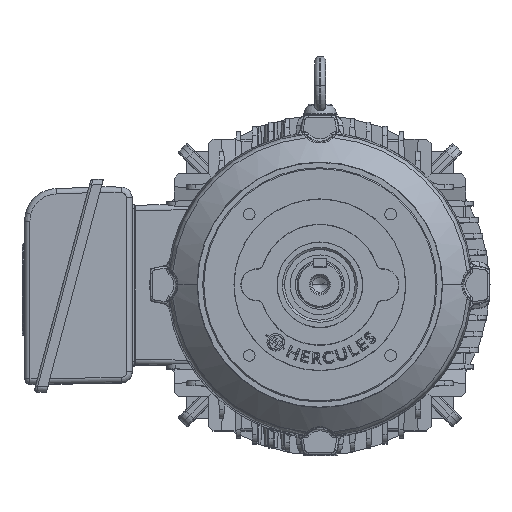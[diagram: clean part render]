
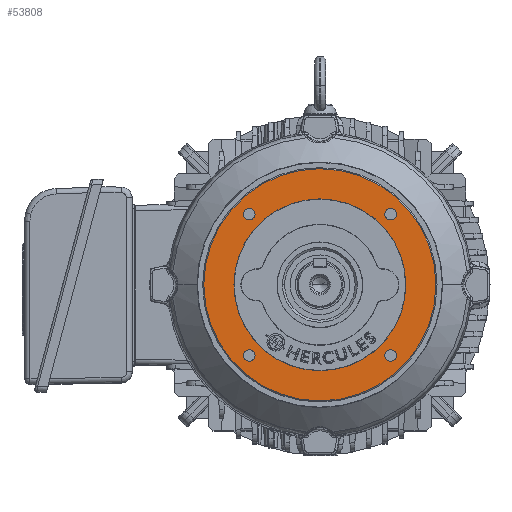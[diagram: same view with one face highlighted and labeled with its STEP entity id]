
A CAD part, top view. The second image highlights one B-rep face of the part: STEP entity #53808.
In plain terms, the highlighted face is planar.
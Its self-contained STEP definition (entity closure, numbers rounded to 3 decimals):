
#256 = EDGE_LOOP ( 'NONE', ( #59172, #57351 ) ) ;
#1029 = VERTEX_POINT ( 'NONE', #52497 ) ;
#4679 = DIRECTION ( 'NONE',  ( -1., 0., 0. ) ) ;
#6746 = ORIENTED_EDGE ( 'NONE', *, *, #127246, .F. ) ;
#11364 = AXIS2_PLACEMENT_3D ( 'NONE', #102088, #4679, #13716 ) ;
#11368 = VERTEX_POINT ( 'NONE', #64894 ) ;
#13165 = EDGE_CURVE ( 'NONE', #127613, #60182, #95383, .T. ) ;
#13716 = DIRECTION ( 'NONE',  ( 0., 0., 1. ) ) ;
#15002 = CIRCLE ( 'NONE', #47956, 106.95 ) ;
#15210 = CARTESIAN_POINT ( 'NONE',  ( -11., 0., 106.95 ) ) ;
#16743 = DIRECTION ( 'NONE',  ( 0., 0., 1. ) ) ;
#17290 = ORIENTED_EDGE ( 'NONE', *, *, #74107, .F. ) ;
#18023 = EDGE_CURVE ( 'NONE', #49690, #84169, #116443, .T. ) ;
#19035 = DIRECTION ( 'NONE',  ( 0., 0., 1. ) ) ;
#19560 = CARTESIAN_POINT ( 'NONE',  ( -11., -65.125, 70.483 ) ) ;
#20437 = FACE_OUTER_BOUND ( 'NONE', #256, .T. ) ;
#22064 = VERTEX_POINT ( 'NONE', #26759 ) ;
#23673 = DIRECTION ( 'NONE',  ( -1., 0., 0. ) ) ;
#23944 = VERTEX_POINT ( 'NONE', #32958 ) ;
#25689 = ORIENTED_EDGE ( 'NONE', *, *, #49605, .F. ) ;
#25763 = ORIENTED_EDGE ( 'NONE', *, *, #13165, .F. ) ;
#26185 = CIRCLE ( 'NONE', #42653, 5.358 ) ;
#26403 = CARTESIAN_POINT ( 'NONE',  ( -11., 0., 0. ) ) ;
#26759 = CARTESIAN_POINT ( 'NONE',  ( -11., 65.125, -59.766 ) ) ;
#27232 = CIRCLE ( 'NONE', #60157, 5.358 ) ;
#29208 = CARTESIAN_POINT ( 'NONE',  ( -11., 65.125, -65.125 ) ) ;
#29837 = DIRECTION ( 'NONE',  ( -1., 0., 0. ) ) ;
#30134 = DIRECTION ( 'NONE',  ( -1., 0., 0. ) ) ;
#31360 = DIRECTION ( 'NONE',  ( 0., 0., 1. ) ) ;
#32341 = EDGE_LOOP ( 'NONE', ( #25763, #90061 ) ) ;
#32370 = CIRCLE ( 'NONE', #116830, 5.358 ) ;
#32945 = DIRECTION ( 'NONE',  ( -1., 0., 0. ) ) ;
#32958 = CARTESIAN_POINT ( 'NONE',  ( -11., -65.125, -59.766 ) ) ;
#34867 = CARTESIAN_POINT ( 'NONE',  ( -11., -65.125, 65.125 ) ) ;
#38500 = CARTESIAN_POINT ( 'NONE',  ( -11., 107.95, 0. ) ) ;
#39038 = CARTESIAN_POINT ( 'NONE',  ( -11., 65.125, -65.125 ) ) ;
#39068 = CARTESIAN_POINT ( 'NONE',  ( -11., -65.125, -70.483 ) ) ;
#40577 = CARTESIAN_POINT ( 'NONE',  ( -11., -65.125, -65.125 ) ) ;
#41864 = EDGE_CURVE ( 'NONE', #1029, #111501, #96834, .T. ) ;
#42653 = AXIS2_PLACEMENT_3D ( 'NONE', #29208, #29837, #70430 ) ;
#46034 = DIRECTION ( 'NONE',  ( -1., 0., 0. ) ) ;
#46933 = EDGE_LOOP ( 'NONE', ( #49417, #89006 ) ) ;
#47294 = CARTESIAN_POINT ( 'NONE',  ( -11., 0., 0. ) ) ;
#47956 = AXIS2_PLACEMENT_3D ( 'NONE', #76706, #85136, #16743 ) ;
#48690 = DIRECTION ( 'NONE',  ( -1., 0., 0. ) ) ;
#48807 = FACE_BOUND ( 'NONE', #102940, .T. ) ;
#48895 = EDGE_CURVE ( 'NONE', #111501, #1029, #15002, .T. ) ;
#49417 = ORIENTED_EDGE ( 'NONE', *, *, #18023, .F. ) ;
#49488 = CARTESIAN_POINT ( 'NONE',  ( -11., -65.125, 65.125 ) ) ;
#49595 = DIRECTION ( 'NONE',  ( -1., 0., 0. ) ) ;
#49605 = EDGE_CURVE ( 'NONE', #102431, #126025, #70697, .T. ) ;
#49690 = VERTEX_POINT ( 'NONE', #72778 ) ;
#52497 = CARTESIAN_POINT ( 'NONE',  ( -11., 0., -106.95 ) ) ;
#53808 = ADVANCED_FACE ( 'NONE', ( #20437, #68810, #58474, #59111, #48807, #88188 ), #99118, .T. ) ;
#57309 = EDGE_CURVE ( 'NONE', #84169, #49690, #32370, .T. ) ;
#57351 = ORIENTED_EDGE ( 'NONE', *, *, #48895, .T. ) ;
#58474 = FACE_BOUND ( 'NONE', #46933, .T. ) ;
#59111 = FACE_BOUND ( 'NONE', #73194, .T. ) ;
#59172 = ORIENTED_EDGE ( 'NONE', *, *, #41864, .T. ) ;
#59267 = CARTESIAN_POINT ( 'NONE',  ( -11., 65.125, 65.125 ) ) ;
#60157 = AXIS2_PLACEMENT_3D ( 'NONE', #49488, #30134, #86948 ) ;
#60182 = VERTEX_POINT ( 'NONE', #90895 ) ;
#60375 = AXIS2_PLACEMENT_3D ( 'NONE', #34867, #32945, #73563 ) ;
#60550 = AXIS2_PLACEMENT_3D ( 'NONE', #90808, #23673, #110144 ) ;
#63117 = DIRECTION ( 'NONE',  ( 0., 0., 1. ) ) ;
#64894 = CARTESIAN_POINT ( 'NONE',  ( -11., 65.125, -70.483 ) ) ;
#65913 = CIRCLE ( 'NONE', #86567, 79.172 ) ;
#66658 = CARTESIAN_POINT ( 'NONE',  ( -11., 0., 0. ) ) ;
#68810 = FACE_BOUND ( 'NONE', #105592, .T. ) ;
#69210 = DIRECTION ( 'NONE',  ( -1., 0., 0. ) ) ;
#70430 = DIRECTION ( 'NONE',  ( 0., 0., 1. ) ) ;
#70654 = AXIS2_PLACEMENT_3D ( 'NONE', #66658, #69210, #116347 ) ;
#70697 = CIRCLE ( 'NONE', #60375, 5.358 ) ;
#70701 = AXIS2_PLACEMENT_3D ( 'NONE', #40577, #79942, #63117 ) ;
#70954 = EDGE_CURVE ( 'NONE', #22064, #11368, #88594, .T. ) ;
#71330 = EDGE_CURVE ( 'NONE', #60182, #127613, #65913, .T. ) ;
#72778 = CARTESIAN_POINT ( 'NONE',  ( -11., 65.125, 70.483 ) ) ;
#73194 = EDGE_LOOP ( 'NONE', ( #25689, #17290 ) ) ;
#73563 = DIRECTION ( 'NONE',  ( 0., 0., 1. ) ) ;
#74107 = EDGE_CURVE ( 'NONE', #126025, #102431, #27232, .T. ) ;
#74944 = CIRCLE ( 'NONE', #60550, 5.358 ) ;
#76706 = CARTESIAN_POINT ( 'NONE',  ( -11., 0., 0. ) ) ;
#78729 = ORIENTED_EDGE ( 'NONE', *, *, #123799, .F. ) ;
#79942 = DIRECTION ( 'NONE',  ( -1., 0., 0. ) ) ;
#84169 = VERTEX_POINT ( 'NONE', #115979 ) ;
#85136 = DIRECTION ( 'NONE',  ( -1., 0., 0. ) ) ;
#86567 = AXIS2_PLACEMENT_3D ( 'NONE', #47294, #46034, #125996 ) ;
#86948 = DIRECTION ( 'NONE',  ( 0., 0., 1. ) ) ;
#88188 = FACE_BOUND ( 'NONE', #32341, .T. ) ;
#88594 = CIRCLE ( 'NONE', #98893, 5.358 ) ;
#89006 = ORIENTED_EDGE ( 'NONE', *, *, #57309, .F. ) ;
#90061 = ORIENTED_EDGE ( 'NONE', *, *, #71330, .F. ) ;
#90808 = CARTESIAN_POINT ( 'NONE',  ( -11., -65.125, -65.125 ) ) ;
#90895 = CARTESIAN_POINT ( 'NONE',  ( -11., 0., -79.172 ) ) ;
#91103 = CARTESIAN_POINT ( 'NONE',  ( -11., -65.125, 59.766 ) ) ;
#95383 = CIRCLE ( 'NONE', #70654, 79.172 ) ;
#96834 = CIRCLE ( 'NONE', #100950, 106.95 ) ;
#98644 = DIRECTION ( 'NONE',  ( 0., 0., 1. ) ) ;
#98893 = AXIS2_PLACEMENT_3D ( 'NONE', #39038, #48690, #19035 ) ;
#99118 = PLANE ( 'NONE',  #114649 ) ;
#100950 = AXIS2_PLACEMENT_3D ( 'NONE', #26403, #106996, #116677 ) ;
#102088 = CARTESIAN_POINT ( 'NONE',  ( -11., 65.125, 65.125 ) ) ;
#102431 = VERTEX_POINT ( 'NONE', #19560 ) ;
#102940 = EDGE_LOOP ( 'NONE', ( #6746, #78729 ) ) ;
#103590 = CIRCLE ( 'NONE', #70701, 5.358 ) ;
#104506 = ORIENTED_EDGE ( 'NONE', *, *, #70954, .F. ) ;
#105592 = EDGE_LOOP ( 'NONE', ( #104506, #117764 ) ) ;
#106996 = DIRECTION ( 'NONE',  ( -1., 0., 0. ) ) ;
#107797 = VERTEX_POINT ( 'NONE', #39068 ) ;
#108170 = DIRECTION ( 'NONE',  ( -1., 0., 0. ) ) ;
#109668 = CARTESIAN_POINT ( 'NONE',  ( -11., 0., 79.172 ) ) ;
#110144 = DIRECTION ( 'NONE',  ( 0., 0., 1. ) ) ;
#111501 = VERTEX_POINT ( 'NONE', #15210 ) ;
#113014 = EDGE_CURVE ( 'NONE', #11368, #22064, #26185, .T. ) ;
#114649 = AXIS2_PLACEMENT_3D ( 'NONE', #38500, #108170, #31360 ) ;
#115979 = CARTESIAN_POINT ( 'NONE',  ( -11., 65.125, 59.766 ) ) ;
#116347 = DIRECTION ( 'NONE',  ( 0., 0., -1. ) ) ;
#116443 = CIRCLE ( 'NONE', #11364, 5.358 ) ;
#116677 = DIRECTION ( 'NONE',  ( 0., 0., 1. ) ) ;
#116830 = AXIS2_PLACEMENT_3D ( 'NONE', #59267, #49595, #98644 ) ;
#117764 = ORIENTED_EDGE ( 'NONE', *, *, #113014, .F. ) ;
#123799 = EDGE_CURVE ( 'NONE', #107797, #23944, #103590, .T. ) ;
#125996 = DIRECTION ( 'NONE',  ( 0., 0., -1. ) ) ;
#126025 = VERTEX_POINT ( 'NONE', #91103 ) ;
#127246 = EDGE_CURVE ( 'NONE', #23944, #107797, #74944, .T. ) ;
#127613 = VERTEX_POINT ( 'NONE', #109668 ) ;
